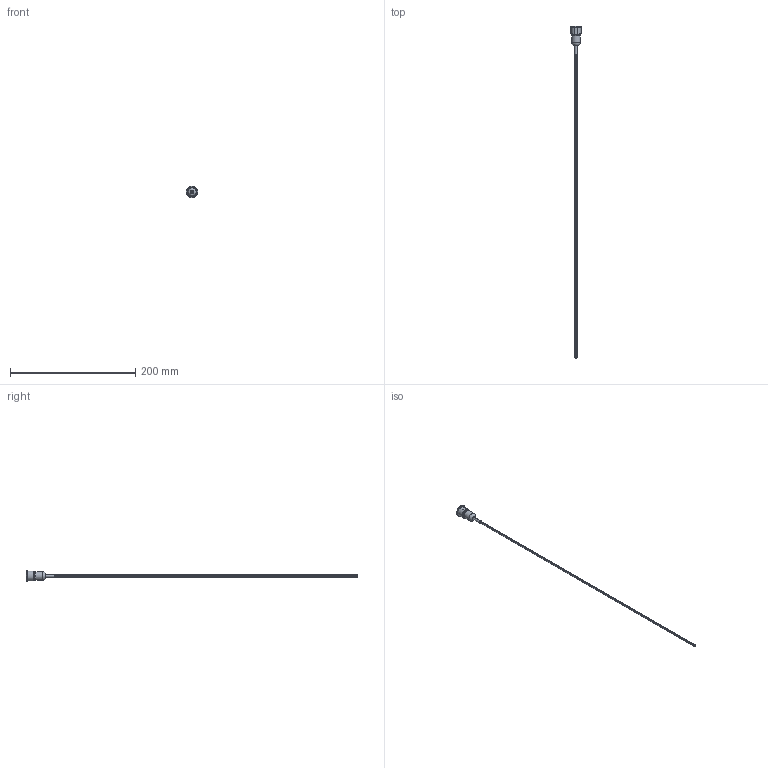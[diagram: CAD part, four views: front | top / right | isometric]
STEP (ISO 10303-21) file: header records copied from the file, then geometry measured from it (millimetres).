
FILE_DESCRIPTION(/* description */ (''),/* implementation_level */ '2;1');
FILE_NAME(/* name */ 'PVA6RPM4xx1.stp',/* time_stamp */ '2025-05-28T16:31:24-05:00',/* author */ ('mroman'),/* organization */ (''),/* preprocessor_version */ 'ST-DEVELOPER v18.1',/* originating_system */ 'Autodesk Inventor 2022',/* authorisation */ '');
FILE_SCHEMA (('AUTOMOTIVE_DESIGN { 1 0 10303 214 3 1 1 }'));
Length unit declared in the file: centimetre
Products named in the file (1): PVA6RPM4xx1
Bounding box: 18.5 x 531 x 18.5 mm (x, y, z)
Volume: 7685.9 mm3; surface area: 10611.8 mm2
Topology: 1 solids, 9 shells, 282 faces, 638 edges, 384 vertices
Faces by surface type: cylinder 118, plane 99, torus 46, sphere 9, bspline 9, cone 1
Full cylindrical faces by diameter (mm): 0.65 x4, 1.3 x4, 3.6 x1, 4.4 x1, 10.5 x1, 11.9 x1, 13.5 x1, 14.418 x2, 18.5 x1
Entity records: 8316 total; most frequent: CARTESIAN_POINT 1854, DIRECTION 1449, ORIENTED_EDGE 1260, EDGE_CURVE 630, AXIS2_PLACEMENT_3D 572, VERTEX_POINT 384, EDGE_LOOP 308, LINE 305
